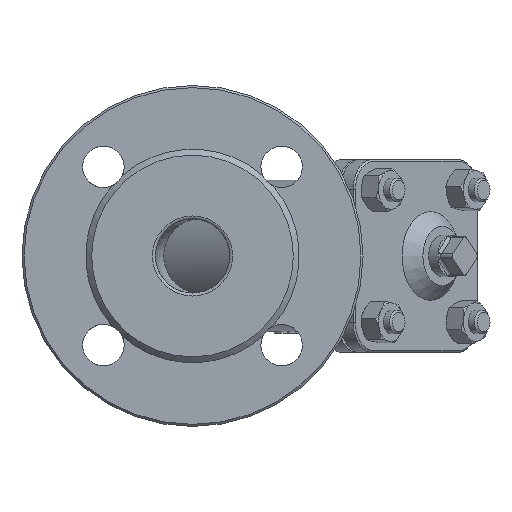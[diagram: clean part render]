
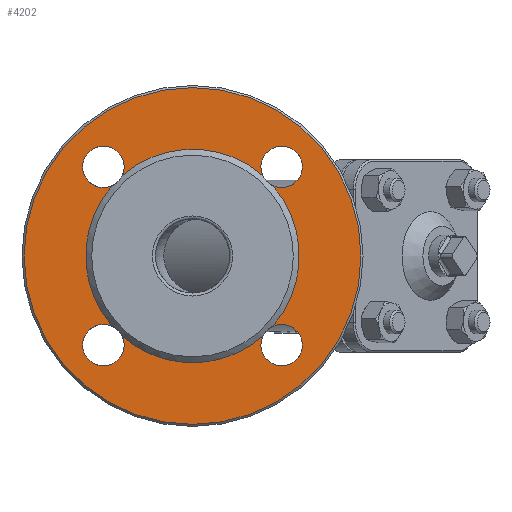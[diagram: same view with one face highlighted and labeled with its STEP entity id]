
A CAD part, left-side view. The second image highlights one B-rep face of the part: STEP entity #4202.
In plain terms, the highlighted planar face has unit normal (-1, 0, 0).
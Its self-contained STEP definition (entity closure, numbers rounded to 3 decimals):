
#136=FACE_BOUND('',#768,.T.);
#211=PLANE('',#4639);
#506=FACE_OUTER_BOUND('',#767,.T.);
#767=EDGE_LOOP('',(#3137));
#768=EDGE_LOOP('',(#3138,#3139,#3140,#3141,#3142,#3143,#3144,#3145,#3146,
#3147,#3148,#3149,#3150));
#1511=CIRCLE('',#4593,36.);
#1512=CIRCLE('',#4594,36.);
#1513=CIRCLE('',#4595,36.);
#1514=CIRCLE('',#4596,36.);
#1515=CIRCLE('',#4597,36.);
#1540=CIRCLE('',#4638,56.8);
#1541=CIRCLE('',#4640,7.);
#1542=CIRCLE('',#4641,7.);
#1543=CIRCLE('',#4642,7.);
#1544=CIRCLE('',#4643,7.);
#1545=CIRCLE('',#4644,7.);
#1546=CIRCLE('',#4645,7.);
#1547=CIRCLE('',#4646,7.);
#1548=CIRCLE('',#4647,7.);
#1808=VERTEX_POINT('',#7525);
#1809=VERTEX_POINT('',#7526);
#1810=VERTEX_POINT('',#7537);
#1811=VERTEX_POINT('',#7540);
#1812=VERTEX_POINT('',#7542);
#1813=VERTEX_POINT('',#7553);
#1814=VERTEX_POINT('',#7555);
#1815=VERTEX_POINT('',#7566);
#1816=VERTEX_POINT('',#7568);
#1845=VERTEX_POINT('',#7699);
#1846=VERTEX_POINT('',#7703);
#1847=VERTEX_POINT('',#7706);
#1848=VERTEX_POINT('',#7709);
#1849=VERTEX_POINT('',#7712);
#2269=EDGE_CURVE('',#1808,#1810,#1511,.T.);
#2271=EDGE_CURVE('',#1810,#1811,#1512,.T.);
#2273=EDGE_CURVE('',#1812,#1813,#1513,.T.);
#2275=EDGE_CURVE('',#1814,#1815,#1514,.T.);
#2277=EDGE_CURVE('',#1816,#1809,#1515,.T.);
#2317=EDGE_CURVE('',#1845,#1845,#1540,.T.);
#2319=EDGE_CURVE('',#1816,#1846,#1541,.T.);
#2320=EDGE_CURVE('',#1846,#1815,#1542,.T.);
#2321=EDGE_CURVE('',#1814,#1847,#1543,.T.);
#2322=EDGE_CURVE('',#1847,#1813,#1544,.T.);
#2323=EDGE_CURVE('',#1812,#1848,#1545,.T.);
#2324=EDGE_CURVE('',#1848,#1811,#1546,.T.);
#2325=EDGE_CURVE('',#1808,#1849,#1547,.T.);
#2326=EDGE_CURVE('',#1849,#1809,#1548,.T.);
#3137=ORIENTED_EDGE('',*,*,#2317,.F.);
#3138=ORIENTED_EDGE('',*,*,#2277,.F.);
#3139=ORIENTED_EDGE('',*,*,#2319,.T.);
#3140=ORIENTED_EDGE('',*,*,#2320,.T.);
#3141=ORIENTED_EDGE('',*,*,#2275,.F.);
#3142=ORIENTED_EDGE('',*,*,#2321,.T.);
#3143=ORIENTED_EDGE('',*,*,#2322,.T.);
#3144=ORIENTED_EDGE('',*,*,#2273,.F.);
#3145=ORIENTED_EDGE('',*,*,#2323,.T.);
#3146=ORIENTED_EDGE('',*,*,#2324,.T.);
#3147=ORIENTED_EDGE('',*,*,#2271,.F.);
#3148=ORIENTED_EDGE('',*,*,#2269,.F.);
#3149=ORIENTED_EDGE('',*,*,#2325,.T.);
#3150=ORIENTED_EDGE('',*,*,#2326,.T.);
#4202=ADVANCED_FACE('',(#506,#136),#211,.F.);
#4593=AXIS2_PLACEMENT_3D('',#7538,#5320,#5321);
#4594=AXIS2_PLACEMENT_3D('',#7541,#5323,#5324);
#4595=AXIS2_PLACEMENT_3D('',#7554,#5325,#5326);
#4596=AXIS2_PLACEMENT_3D('',#7567,#5327,#5328);
#4597=AXIS2_PLACEMENT_3D('',#7579,#5329,#5330);
#4638=AXIS2_PLACEMENT_3D('',#7700,#5422,#5423);
#4639=AXIS2_PLACEMENT_3D('',#7702,#5425,#5426);
#4640=AXIS2_PLACEMENT_3D('',#7704,#5427,#5428);
#4641=AXIS2_PLACEMENT_3D('',#7705,#5429,#5430);
#4642=AXIS2_PLACEMENT_3D('',#7707,#5431,#5432);
#4643=AXIS2_PLACEMENT_3D('',#7708,#5433,#5434);
#4644=AXIS2_PLACEMENT_3D('',#7710,#5435,#5436);
#4645=AXIS2_PLACEMENT_3D('',#7711,#5437,#5438);
#4646=AXIS2_PLACEMENT_3D('',#7713,#5439,#5440);
#4647=AXIS2_PLACEMENT_3D('',#7714,#5441,#5442);
#5320=DIRECTION('center_axis',(-1.,0.,0.));
#5321=DIRECTION('ref_axis',(0.,0.,1.));
#5323=DIRECTION('center_axis',(-1.,0.,0.));
#5324=DIRECTION('ref_axis',(0.,0.,1.));
#5325=DIRECTION('center_axis',(-1.,0.,0.));
#5326=DIRECTION('ref_axis',(0.,0.,1.));
#5327=DIRECTION('center_axis',(-1.,0.,0.));
#5328=DIRECTION('ref_axis',(0.,0.,1.));
#5329=DIRECTION('center_axis',(-1.,0.,0.));
#5330=DIRECTION('ref_axis',(0.,0.,1.));
#5422=DIRECTION('center_axis',(1.,0.,0.));
#5423=DIRECTION('ref_axis',(0.,1.,0.));
#5425=DIRECTION('center_axis',(1.,0.,0.));
#5426=DIRECTION('ref_axis',(0.,0.,-1.));
#5427=DIRECTION('center_axis',(1.,0.,0.));
#5428=DIRECTION('ref_axis',(0.,-1.,0.));
#5429=DIRECTION('center_axis',(1.,0.,0.));
#5430=DIRECTION('ref_axis',(0.,-1.,0.));
#5431=DIRECTION('center_axis',(1.,0.,0.));
#5432=DIRECTION('ref_axis',(0.,-1.,0.));
#5433=DIRECTION('center_axis',(1.,0.,0.));
#5434=DIRECTION('ref_axis',(0.,-1.,0.));
#5435=DIRECTION('center_axis',(1.,0.,0.));
#5436=DIRECTION('ref_axis',(0.,-1.,0.));
#5437=DIRECTION('center_axis',(1.,0.,0.));
#5438=DIRECTION('ref_axis',(0.,-1.,0.));
#5439=DIRECTION('center_axis',(1.,0.,0.));
#5440=DIRECTION('ref_axis',(0.,-1.,0.));
#5441=DIRECTION('center_axis',(1.,0.,0.));
#5442=DIRECTION('ref_axis',(0.,-1.,0.));
#7525=CARTESIAN_POINT('',(-140.,23.71,-27.09));
#7526=CARTESIAN_POINT('',(-140.,27.09,-23.71));
#7537=CARTESIAN_POINT('',(-140.,0.,-36.));
#7538=CARTESIAN_POINT('Origin',(-140.,0.,0.));
#7540=CARTESIAN_POINT('',(-140.,-23.71,-27.09));
#7541=CARTESIAN_POINT('Origin',(-140.,0.,0.));
#7542=CARTESIAN_POINT('',(-140.,-27.09,-23.71));
#7553=CARTESIAN_POINT('',(-140.,-27.09,23.71));
#7554=CARTESIAN_POINT('Origin',(-140.,0.,0.));
#7555=CARTESIAN_POINT('',(-140.,-23.71,27.09));
#7566=CARTESIAN_POINT('',(-140.,23.71,27.09));
#7567=CARTESIAN_POINT('Origin',(-140.,0.,0.));
#7568=CARTESIAN_POINT('',(-140.,27.09,23.71));
#7579=CARTESIAN_POINT('Origin',(-140.,0.,0.));
#7699=CARTESIAN_POINT('',(-140.,-56.8,0.));
#7700=CARTESIAN_POINT('Origin',(-140.,0.,0.));
#7702=CARTESIAN_POINT('Origin',(-140.,0.,0.));
#7703=CARTESIAN_POINT('',(-140.,37.052,30.052));
#7704=CARTESIAN_POINT('Origin',(-140.,30.052,30.052));
#7705=CARTESIAN_POINT('Origin',(-140.,30.052,30.052));
#7706=CARTESIAN_POINT('',(-140.,-23.052,30.052));
#7707=CARTESIAN_POINT('Origin',(-140.,-30.052,30.052));
#7708=CARTESIAN_POINT('Origin',(-140.,-30.052,30.052));
#7709=CARTESIAN_POINT('',(-140.,-23.052,-30.052));
#7710=CARTESIAN_POINT('Origin',(-140.,-30.052,-30.052));
#7711=CARTESIAN_POINT('Origin',(-140.,-30.052,-30.052));
#7712=CARTESIAN_POINT('',(-140.,37.052,-30.052));
#7713=CARTESIAN_POINT('Origin',(-140.,30.052,-30.052));
#7714=CARTESIAN_POINT('Origin',(-140.,30.052,-30.052));
